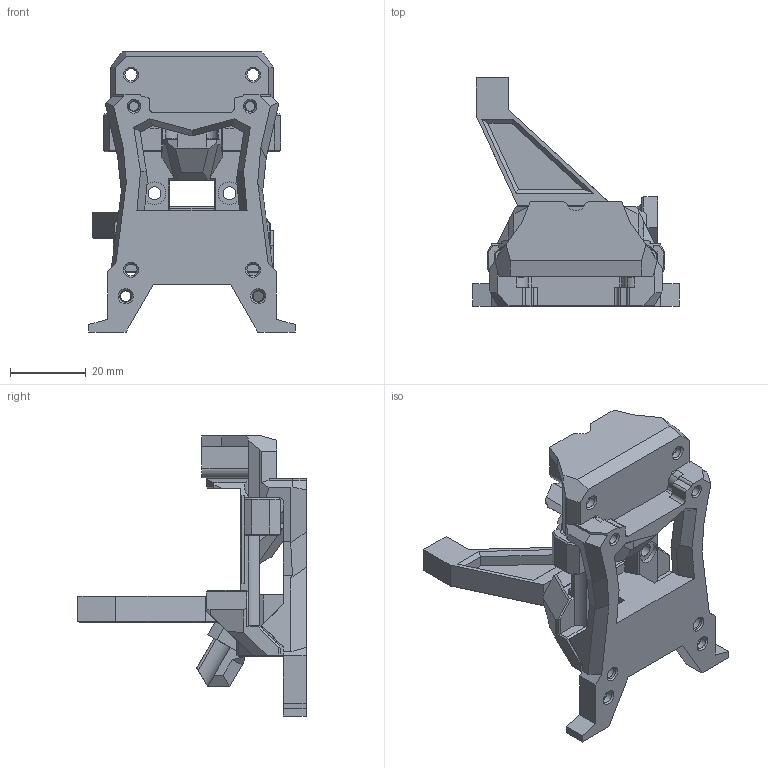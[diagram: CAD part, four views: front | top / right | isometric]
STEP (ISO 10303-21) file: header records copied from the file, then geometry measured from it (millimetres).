
FILE_DESCRIPTION(/* description */ (''),/* implementation_level */ '2;1');
FILE_NAME(/* name */ 'StealthChanger_Tripod_v28.step',/* time_stamp */ '2023-12-13T12:16:09-05:00',/* author */ (''),/* organization */ (''),/* preprocessor_version */ 'ST-DEVELOPER v20',/* originating_system */ 'Autodesk Translation Framework v12.14.0.127',/* authorisation */ '');
FILE_SCHEMA (('AUTOMOTIVE_DESIGN { 1 0 10303 214 3 1 1 }'));
Length unit declared in the file: millimetre
Products named in the file (1): StealthChanger_Tripod
Bounding box: 54.7 x 60.4 x 74.12 mm (x, y, z)
Volume: 32143.7 mm3; surface area: 22663.4 mm2
Topology: 7 solids, 7 shells, 947 faces, 2543 edges, 1635 vertices
Faces by surface type: plane 712, cylinder 183, cone 48, bspline 4
Full cylindrical faces by diameter (mm): 2.529 x6, 2.8 x12, 3.2 x8, 3.4 x5, 4.7 x6, 5.1 x3, 6 x4
Entity records: 36030 total; most frequent: CARTESIAN_POINT 11978, ORIENTED_EDGE 5086, DIRECTION 4844, EDGE_CURVE 2543, LINE 1982, VECTOR 1982, VERTEX_POINT 1635, AXIS2_PLACEMENT_3D 1431
